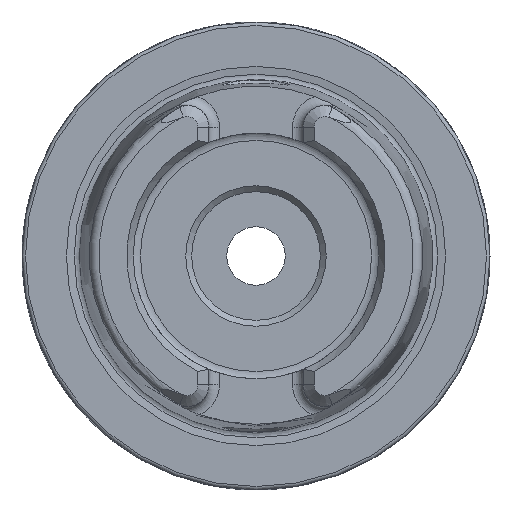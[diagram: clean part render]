
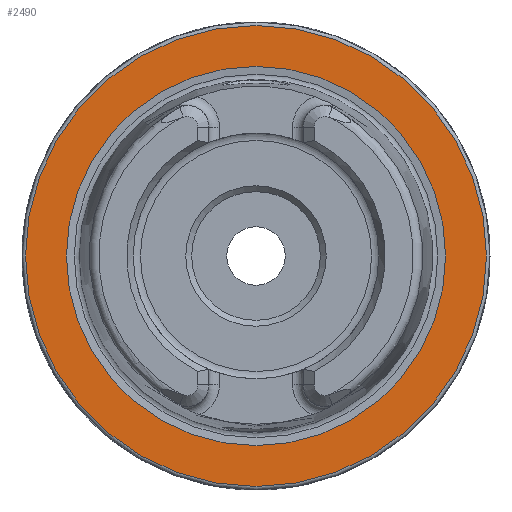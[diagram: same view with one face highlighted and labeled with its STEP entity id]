
A CAD part, left-side view. The second image highlights one B-rep face of the part: STEP entity #2490.
In plain terms, the highlighted planar face has unit normal (-1, 0, 0).
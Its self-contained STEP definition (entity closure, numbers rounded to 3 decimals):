
#26 = EDGE_LOOP ( 'NONE', ( #5903 ) ) ;
#121 = AXIS2_PLACEMENT_3D ( 'NONE', #5469, #2025, #4036 ) ;
#160 = ORIENTED_EDGE ( 'NONE', *, *, #1374, .T. ) ;
#295 = CARTESIAN_POINT ( 'NONE',  ( 0., 0., 19.7 ) ) ;
#442 = VERTEX_POINT ( 'NONE', #3480 ) ;
#476 = FACE_BOUND ( 'NONE', #26, .T. ) ;
#751 = DIRECTION ( 'NONE',  ( 0., 0., 1. ) ) ;
#1205 = CIRCLE ( 'NONE', #4638, 16.207 ) ;
#1374 = EDGE_CURVE ( 'NONE', #6092, #6092, #4918, .T. ) ;
#1456 = DIRECTION ( 'NONE',  ( 1., 0., 0. ) ) ;
#1872 = CARTESIAN_POINT ( 'NONE',  ( 0., 19.7, 0. ) ) ;
#2025 = DIRECTION ( 'NONE',  ( -1., 0., 0. ) ) ;
#2357 = EDGE_CURVE ( 'NONE', #442, #442, #1205, .T. ) ;
#2373 = DIRECTION ( 'NONE',  ( 0., 0., -1. ) ) ;
#2409 = FACE_OUTER_BOUND ( 'NONE', #2695, .T. ) ;
#2490 = ADVANCED_FACE ( 'NONE', ( #476, #2409 ), #4861, .F. ) ;
#2514 = AXIS2_PLACEMENT_3D ( 'NONE', #1872, #1456, #2373 ) ;
#2695 = EDGE_LOOP ( 'NONE', ( #160 ) ) ;
#2749 = CARTESIAN_POINT ( 'NONE',  ( 0., 0., 0. ) ) ;
#3238 = DIRECTION ( 'NONE',  ( -1., 0., 0. ) ) ;
#3480 = CARTESIAN_POINT ( 'NONE',  ( 0., 0., 16.207 ) ) ;
#4036 = DIRECTION ( 'NONE',  ( 0., 0., 1. ) ) ;
#4638 = AXIS2_PLACEMENT_3D ( 'NONE', #2749, #3238, #751 ) ;
#4861 = PLANE ( 'NONE',  #2514 ) ;
#4918 = CIRCLE ( 'NONE', #121, 19.7 ) ;
#5469 = CARTESIAN_POINT ( 'NONE',  ( 0., 0., 0. ) ) ;
#5903 = ORIENTED_EDGE ( 'NONE', *, *, #2357, .F. ) ;
#6092 = VERTEX_POINT ( 'NONE', #295 ) ;
